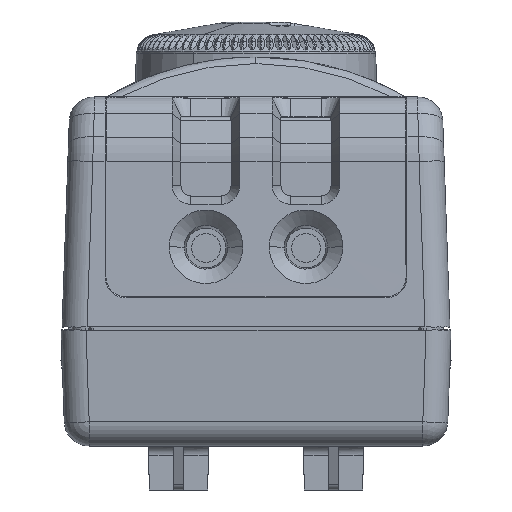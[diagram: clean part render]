
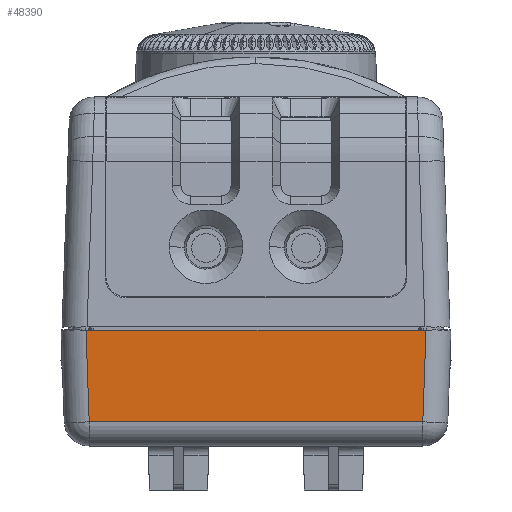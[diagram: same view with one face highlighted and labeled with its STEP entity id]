
A CAD part, front view. The second image highlights one B-rep face of the part: STEP entity #48390.
In plain terms, the highlighted face is planar.
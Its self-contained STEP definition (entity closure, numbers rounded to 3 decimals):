
#31744=CARTESIAN_POINT('',(-17.001,-28.,
-5.8));
#37571=DIRECTION('',(0.035,-0.035,-0.999));
#37572=VECTOR('',#37571,9.198);
#37573=CARTESIAN_POINT('',(16.681,-27.679,
3.387));
#37574=LINE('',#37573,#37572);
#37575=DIRECTION('',(-1.,0.,0.));
#37576=VECTOR('',#37575,34.003);
#37577=CARTESIAN_POINT('',(17.002,-28.,
-5.8));
#37578=LINE('',#37577,#37576);
#37579=DIRECTION('',(0.035,0.035,0.999));
#37580=VECTOR('',#37579,9.198);
#37581=CARTESIAN_POINT('',(-17.001,-28.,
-5.8));
#37582=LINE('',#37581,#37580);
#37587=DIRECTION('',(-1.,0.,0.));
#37588=VECTOR('',#37587,33.361);
#37589=CARTESIAN_POINT('',(16.681,-27.679,
3.387));
#37590=LINE('',#37589,#37588);
#39230=VERTEX_POINT('',#31744);
#39231=CARTESIAN_POINT('',(17.002,-28.,
-5.8));
#39232=VERTEX_POINT('',#39231);
#39262=CARTESIAN_POINT('',(-16.681,-27.679,
3.387));
#39264=VERTEX_POINT('',#39262);
#39576=CARTESIAN_POINT('',(16.681,-27.679,
3.387));
#39577=VERTEX_POINT('',#39576);
#48378=CARTESIAN_POINT('',(-21.37,-28.,-5.8));
#48379=DIRECTION('',(0.,-0.999,0.035));
#48380=DIRECTION('',(-1.,0.,0.));
#48381=AXIS2_PLACEMENT_3D('',#48378,#48379,#48380);
#48382=PLANE('',#48381);
#48384=ORIENTED_EDGE('',*,*,#48383,.F.);
#48385=ORIENTED_EDGE('',*,*,#48373,.T.);
#48386=ORIENTED_EDGE('',*,*,#41078,.T.);
#48387=ORIENTED_EDGE('',*,*,#41130,.T.);
#48388=EDGE_LOOP('',(#48384,#48385,#48386,#48387));
#48389=FACE_OUTER_BOUND('',#48388,.F.);
#48390=ADVANCED_FACE('',(#48389),#48382,.T.);
#41078=EDGE_CURVE('',#39232,#39230,#37578,.T.);
#41130=EDGE_CURVE('',#39230,#39264,#37582,.T.);
#48373=EDGE_CURVE('',#39577,#39232,#37574,.T.);
#48383=EDGE_CURVE('',#39577,#39264,#37590,.T.);
